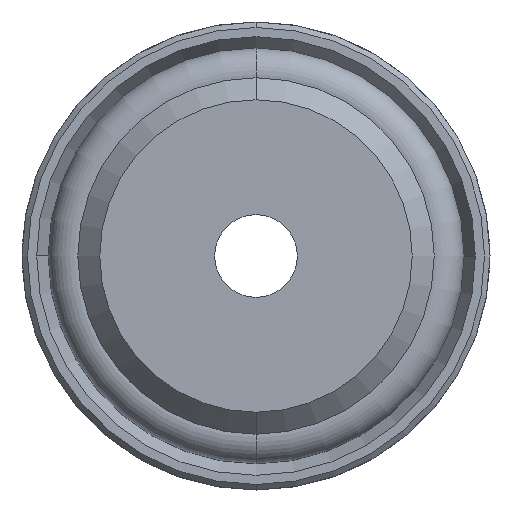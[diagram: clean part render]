
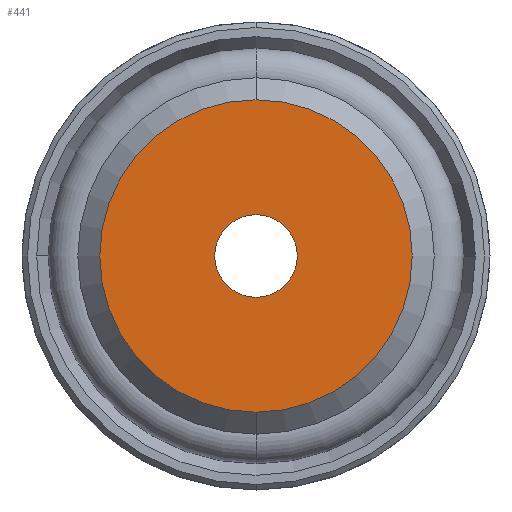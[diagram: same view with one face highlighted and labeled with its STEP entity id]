
A CAD part, front view. The second image highlights one B-rep face of the part: STEP entity #441.
In plain terms, the highlighted planar face has unit normal (0, -1, 0).
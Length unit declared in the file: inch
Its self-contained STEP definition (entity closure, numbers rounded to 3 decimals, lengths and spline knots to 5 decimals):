
#37 = AXIS2_PLACEMENT_3D ( 'NONE', #662, #981, #2136 ) ;
#175 = FACE_BOUND ( 'NONE', #1457, .T. ) ;
#208 = DIRECTION ( 'NONE',  ( 0., 1., 0. ) ) ;
#267 = DIRECTION ( 'NONE',  ( 0., 0., 1. ) ) ;
#268 = DIRECTION ( 'NONE',  ( 0., -1., 0. ) ) ;
#296 = AXIS2_PLACEMENT_3D ( 'NONE', #931, #1899, #449 ) ;
#361 = CIRCLE ( 'NONE', #436, 0.05906 ) ;
#429 = ORIENTED_EDGE ( 'NONE', *, *, #1658, .T. ) ;
#436 = AXIS2_PLACEMENT_3D ( 'NONE', #2004, #1195, #1374 ) ;
#441 = ADVANCED_FACE ( 'NONE', ( #660, #175 ), #1998, .T. ) ;
#449 = DIRECTION ( 'NONE',  ( 0., 0., 1. ) ) ;
#487 = CARTESIAN_POINT ( 'NONE',  ( 0., 0., -0.05906 ) ) ;
#490 = VERTEX_POINT ( 'NONE', #487 ) ;
#581 = CARTESIAN_POINT ( 'NONE',  ( 0., 0., 0. ) ) ;
#601 = EDGE_CURVE ( 'NONE', #1716, #490, #361, .T. ) ;
#660 = FACE_OUTER_BOUND ( 'NONE', #2086, .T. ) ;
#662 = CARTESIAN_POINT ( 'NONE',  ( -0.14124, 0., 0. ) ) ;
#680 = EDGE_CURVE ( 'NONE', #997, #1697, #704, .T. ) ;
#704 = CIRCLE ( 'NONE', #296, 0.22343 ) ;
#709 = CARTESIAN_POINT ( 'NONE',  ( 0., 0., -0.22343 ) ) ;
#922 = CIRCLE ( 'NONE', #1007, 0.22343 ) ;
#931 = CARTESIAN_POINT ( 'NONE',  ( 0., 0., 0. ) ) ;
#981 = DIRECTION ( 'NONE',  ( 0., -1., 0. ) ) ;
#997 = VERTEX_POINT ( 'NONE', #998 ) ;
#998 = CARTESIAN_POINT ( 'NONE',  ( 0., 0., 0.22343 ) ) ;
#1007 = AXIS2_PLACEMENT_3D ( 'NONE', #1367, #268, #1733 ) ;
#1091 = ORIENTED_EDGE ( 'NONE', *, *, #1172, .T. ) ;
#1114 = CIRCLE ( 'NONE', #1855, 0.05906 ) ;
#1172 = EDGE_CURVE ( 'NONE', #1697, #997, #922, .T. ) ;
#1195 = DIRECTION ( 'NONE',  ( 0., 1., 0. ) ) ;
#1367 = CARTESIAN_POINT ( 'NONE',  ( 0., 0., 0. ) ) ;
#1374 = DIRECTION ( 'NONE',  ( 0., 0., 1. ) ) ;
#1457 = EDGE_LOOP ( 'NONE', ( #1471, #429 ) ) ;
#1471 = ORIENTED_EDGE ( 'NONE', *, *, #601, .T. ) ;
#1658 = EDGE_CURVE ( 'NONE', #490, #1716, #1114, .T. ) ;
#1697 = VERTEX_POINT ( 'NONE', #709 ) ;
#1716 = VERTEX_POINT ( 'NONE', #1912 ) ;
#1733 = DIRECTION ( 'NONE',  ( 0., 0., 1. ) ) ;
#1855 = AXIS2_PLACEMENT_3D ( 'NONE', #581, #208, #267 ) ;
#1899 = DIRECTION ( 'NONE',  ( 0., -1., 0. ) ) ;
#1912 = CARTESIAN_POINT ( 'NONE',  ( 0., 0., 0.05906 ) ) ;
#1995 = ORIENTED_EDGE ( 'NONE', *, *, #680, .T. ) ;
#1998 = PLANE ( 'NONE',  #37 ) ;
#2004 = CARTESIAN_POINT ( 'NONE',  ( 0., 0., 0. ) ) ;
#2086 = EDGE_LOOP ( 'NONE', ( #1995, #1091 ) ) ;
#2136 = DIRECTION ( 'NONE',  ( 0., 0., -1. ) ) ;
